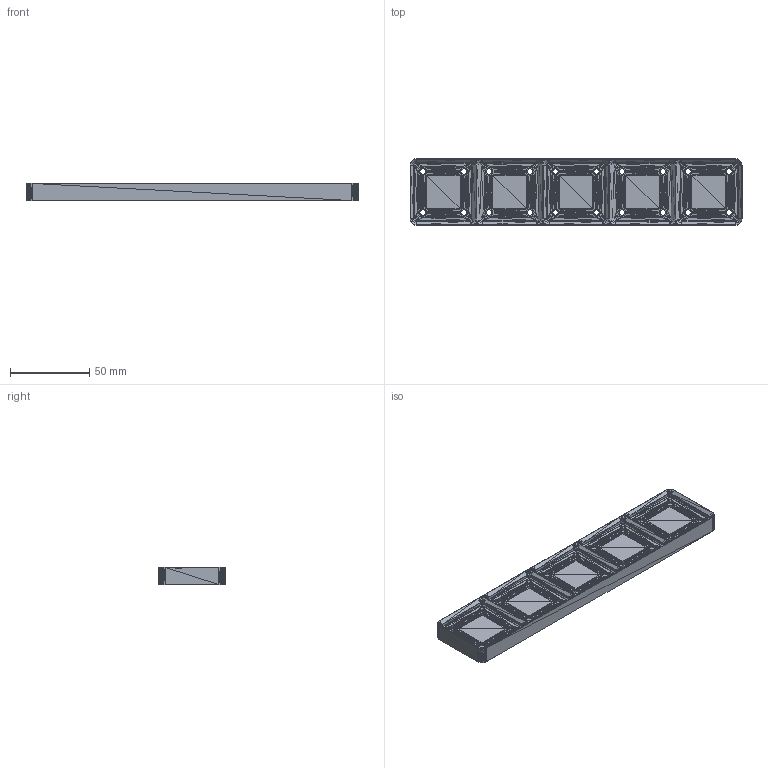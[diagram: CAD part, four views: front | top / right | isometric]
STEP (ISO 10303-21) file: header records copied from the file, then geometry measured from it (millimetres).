
FILE_DESCRIPTION(('HOOPS Exchange Step'),'2;1');
FILE_NAME('Weighted Baseplate 1x5.step','2023-04-24T22:31:11+00:00',('root'),('Unknown organisation'),'HOOPS Exchange 2022.1','HOOPS Exchange','Unknown authorisation');
FILE_SCHEMA( ('AP203_CONFIGURATION_CONTROLLED_3D_DESIGN_OF_MECHANICAL_PARTS_AND_ASSEMBLIES_MIM_LF') );
Length unit declared in the file: millimetre
Products named in the file (1): 0
Bounding box: 210 x 42 x 10.8 mm (x, y, z)
Volume: 47639.1 mm3; surface area: 28652.4 mm2
Topology: 1 solids, 1 shells, 7604 faces, 11406 edges, 3744 vertices
Faces by surface type: plane 7604
Entity records: 64599 total; most frequent: DIRECTION 15210, CARTESIAN_POINT 11349, AXIS2_PLACEMENT_3D 7605, PLANE 7604, POLY_LOOP 7604, FACE_OUTER_BOUND 7604, FACE_SURFACE 7604, PLANE_ANGLE_MEASURE_WITH_UNIT 1
